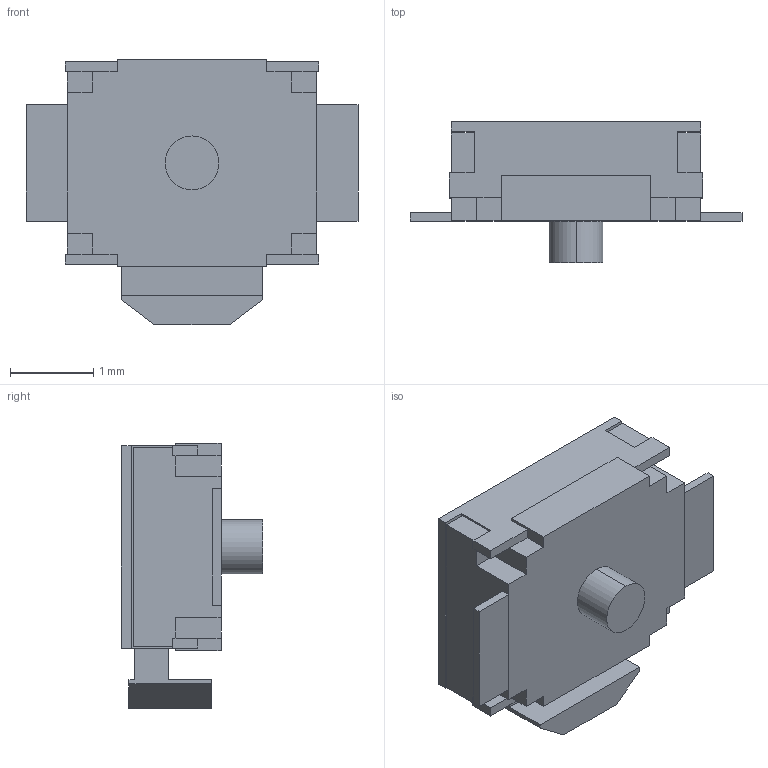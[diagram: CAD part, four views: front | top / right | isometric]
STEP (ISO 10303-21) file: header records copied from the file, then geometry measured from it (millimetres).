
FILE_DESCRIPTION (( 'STEP AP214' ), '1' );
FILE_NAME ('B3U-3000PM-B.STEP', '2024-07-19T05:35:12', ( '' ), ( '' ), 'SwSTEP 2.0', 'SolidWorks 2024', '' );
FILE_SCHEMA (( 'AUTOMOTIVE_DESIGN' ));
Length unit declared in the file: millimetre
Products named in the file (1): B3U-3000PM-B
Bounding box: 4 x 1.7 x 3.2 mm (x, y, z)
Volume: 9.5 mm3; surface area: 40.8 mm2
Topology: 1 solids, 1 shells, 96 faces, 268 edges, 176 vertices
Faces by surface type: plane 94, cylinder 2
Entity records: 4069 total; most frequent: CARTESIAN_POINT 541, ORIENTED_EDGE 536, DIRECTION 466, EDGE_CURVE 268, LINE 264, VECTOR 264, VERTEX_POINT 176, AXIS2_PLACEMENT_3D 101
